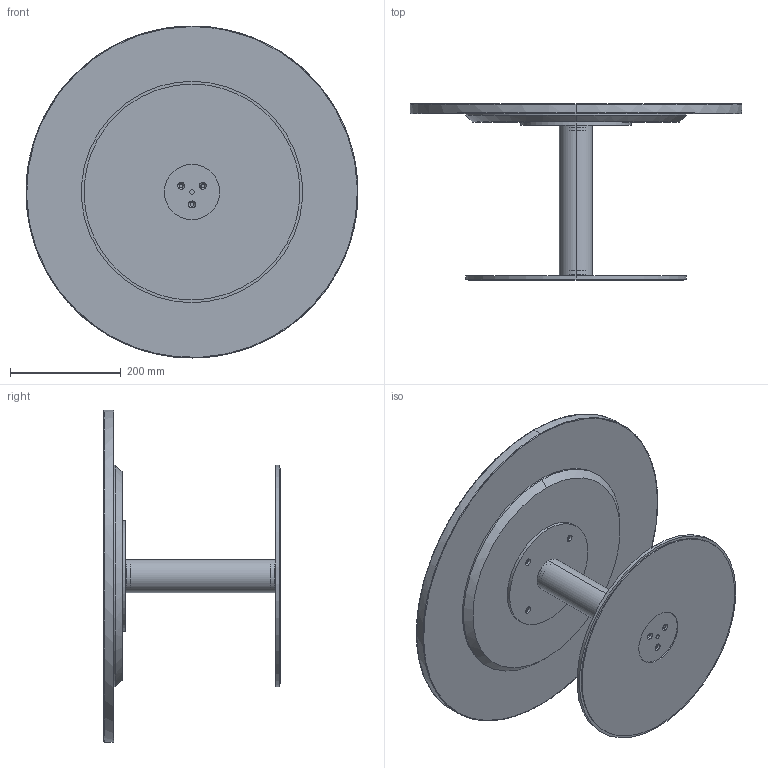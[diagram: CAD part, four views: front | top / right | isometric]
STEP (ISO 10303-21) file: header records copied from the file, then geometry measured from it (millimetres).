
FILE_DESCRIPTION(/* description */ (''),/* implementation_level */ '2;1');
FILE_NAME(/* name */ 'Flash Circle',/* time_stamp */ '2022-07-14T16:16:00+01:00',/* author */ (''),/* organization */ (''),/* preprocessor_version */ 'ST-DEVELOPER v16.5',/* originating_system */ '',/* authorisation */ '');
FILE_SCHEMA (('AUTOMOTIVE_DESIGN'));
Length unit declared in the file: millimetre
Products named in the file (1): Document
Bounding box: 599.93 x 319 x 600 mm (x, y, z)
Volume: 8192276 mm3; surface area: 1520769.7 mm2
Topology: 6 solids, 6 shells, 126 faces, 302 edges, 188 vertices
Faces by surface type: bspline 110, plane 16
Entity records: 4261 total; most frequent: CARTESIAN_POINT 2474, ORIENTED_EDGE 588, EDGE_CURVE 294, VERTEX_POINT 188, EDGE_LOOP 174, ADVANCED_FACE 126, FACE_OUTER_BOUND 126, B_SPLINE_CURVE_WITH_KNOTS 106
